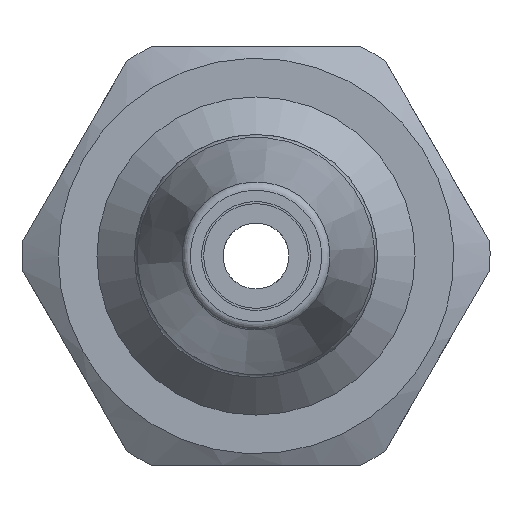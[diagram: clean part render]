
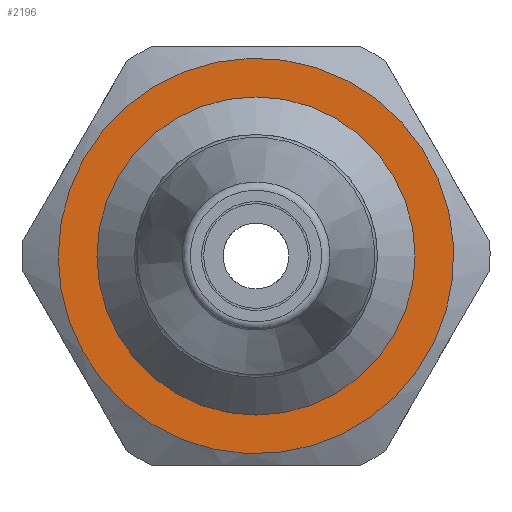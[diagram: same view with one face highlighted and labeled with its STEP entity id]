
A CAD part, left-side view. The second image highlights one B-rep face of the part: STEP entity #2196.
In plain terms, the highlighted face is planar.
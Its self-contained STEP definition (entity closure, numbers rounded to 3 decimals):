
#2027=CARTESIAN_POINT('',(3.302,2.413,0.0));
#2028=VERTEX_POINT('',#2027);
#2029=CARTESIAN_POINT('',(3.302,0.,0.0));
#2030=DIRECTION('',(1.0,0.0,0.0));
#2031=DIRECTION('',(0.0,1.0,0.0));
#2032=AXIS2_PLACEMENT_3D('',#2029,#2030,#2031);
#2033=CIRCLE('',#2032,2.413);
#2034=EDGE_CURVE('',#2028,#2028,#2033,.T.);
#2161=CARTESIAN_POINT('',(3.302,3.,0.));
#2162=VERTEX_POINT('',#2161);
#2163=CARTESIAN_POINT('',(3.302,0.,0.0));
#2164=DIRECTION('',(-1.0,0.0,0.0));
#2165=DIRECTION('',(0.0,-1.0,0.0));
#2166=AXIS2_PLACEMENT_3D('',#2163,#2164,#2165);
#2167=CIRCLE('',#2166,3.0);
#2168=EDGE_CURVE('',#2162,#2162,#2167,.T.);
#2185=CARTESIAN_POINT('',(3.302,2.982,0.0));
#2186=DIRECTION('',(1.0,0.0,0.0));
#2187=DIRECTION('',(0.0,0.0,-1.0));
#2188=AXIS2_PLACEMENT_3D('',#2185,#2186,#2187);
#2189=PLANE('',#2188);
#2190=ORIENTED_EDGE('',*,*,#2168,.F.);
#2191=EDGE_LOOP('',(#2190));
#2192=FACE_OUTER_BOUND('',#2191,.T.);
#2193=ORIENTED_EDGE('',*,*,#2034,.F.);
#2194=EDGE_LOOP('',(#2193));
#2195=FACE_BOUND('',#2194,.T.);
#2196=ADVANCED_FACE('',(#2192,#2195),#2189,.T.);
